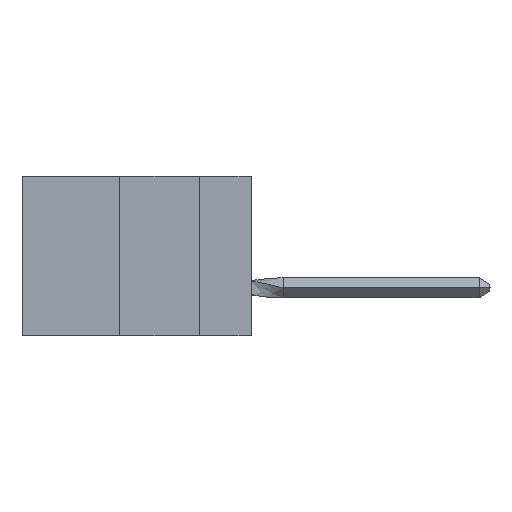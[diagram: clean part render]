
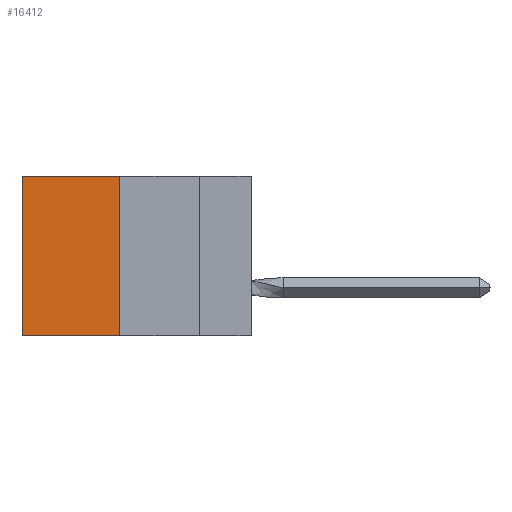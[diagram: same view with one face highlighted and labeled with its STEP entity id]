
A CAD part, left-side view. The second image highlights one B-rep face of the part: STEP entity #16412.
In plain terms, the highlighted planar face has unit normal (-1, 0, 0).
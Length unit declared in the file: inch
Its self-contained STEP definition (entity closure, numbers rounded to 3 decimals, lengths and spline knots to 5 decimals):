
#519 = LINE ( 'NONE', #1061, #17971 ) ;
#1061 = CARTESIAN_POINT ( 'NONE',  ( 0.305, 0.413, -0.5 ) ) ;
#1767 = EDGE_CURVE ( 'NONE', #4269, #17497, #5992, .T. ) ;
#2431 = ORIENTED_EDGE ( 'NONE', *, *, #1767, .F. ) ;
#3771 = DIRECTION ( 'NONE',  ( 0., 1., 0. ) ) ;
#4269 = VERTEX_POINT ( 'NONE', #17448 ) ;
#5214 = EDGE_CURVE ( 'NONE', #16989, #13151, #7215, .T. ) ;
#5465 = CARTESIAN_POINT ( 'NONE',  ( 0.305, 0.72, -0.5 ) ) ;
#5880 = PLANE ( 'NONE',  #19008 ) ;
#5992 = LINE ( 'NONE', #14780, #16366 ) ;
#6473 = DIRECTION ( 'NONE',  ( 0., 0., -1. ) ) ;
#6772 = EDGE_LOOP ( 'NONE', ( #13930, #2431, #10039, #11598 ) ) ;
#7087 = CARTESIAN_POINT ( 'NONE',  ( 0.305, 0.413, 0. ) ) ;
#7215 = LINE ( 'NONE', #7087, #10768 ) ;
#9218 = DIRECTION ( 'NONE',  ( 0., 0., -1. ) ) ;
#9737 = CARTESIAN_POINT ( 'NONE',  ( 0.305, 0.72, 0. ) ) ;
#10039 = ORIENTED_EDGE ( 'NONE', *, *, #13229, .F. ) ;
#10106 = CARTESIAN_POINT ( 'NONE',  ( 0.305, 0.72, -0.5 ) ) ;
#10768 = VECTOR ( 'NONE', #3771, 39.37008 ) ;
#10979 = DIRECTION ( 'NONE',  ( 1., 0., 0. ) ) ;
#11598 = ORIENTED_EDGE ( 'NONE', *, *, #5214, .T. ) ;
#13151 = VERTEX_POINT ( 'NONE', #9737 ) ;
#13229 = EDGE_CURVE ( 'NONE', #16989, #4269, #519, .T. ) ;
#13930 = ORIENTED_EDGE ( 'NONE', *, *, #14637, .T. ) ;
#14019 = FACE_OUTER_BOUND ( 'NONE', #6772, .T. ) ;
#14637 = EDGE_CURVE ( 'NONE', #13151, #17497, #19553, .T. ) ;
#14780 = CARTESIAN_POINT ( 'NONE',  ( 0.305, 0.413, -0.5 ) ) ;
#16005 = CARTESIAN_POINT ( 'NONE',  ( 0.305, 0.413, 0. ) ) ;
#16366 = VECTOR ( 'NONE', #16681, 39.37008 ) ;
#16412 = ADVANCED_FACE ( 'NONE', ( #14019 ), #5880, .F. ) ;
#16681 = DIRECTION ( 'NONE',  ( 0., 1., 0. ) ) ;
#16738 = DIRECTION ( 'NONE',  ( 0., 0., -1. ) ) ;
#16832 = VECTOR ( 'NONE', #6473, 39.37008 ) ;
#16989 = VERTEX_POINT ( 'NONE', #16005 ) ;
#17448 = CARTESIAN_POINT ( 'NONE',  ( 0.305, 0.413, -0.5 ) ) ;
#17497 = VERTEX_POINT ( 'NONE', #5465 ) ;
#17849 = CARTESIAN_POINT ( 'NONE',  ( 0.305, 0.413, -0.5 ) ) ;
#17971 = VECTOR ( 'NONE', #16738, 39.37008 ) ;
#19008 = AXIS2_PLACEMENT_3D ( 'NONE', #17849, #10979, #9218 ) ;
#19553 = LINE ( 'NONE', #10106, #16832 ) ;
